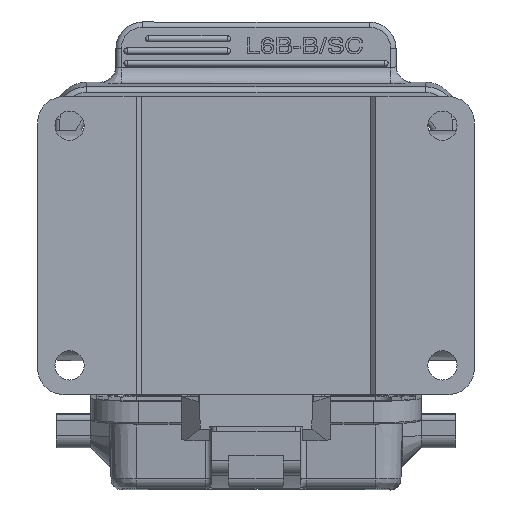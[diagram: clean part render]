
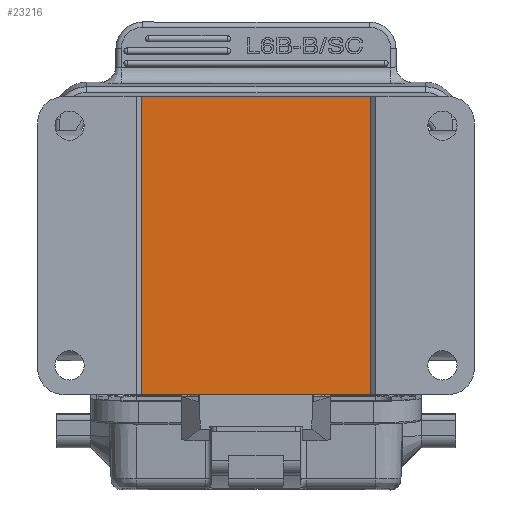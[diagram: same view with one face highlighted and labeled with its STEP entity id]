
A CAD part, front view. The second image highlights one B-rep face of the part: STEP entity #23216.
In plain terms, the highlighted planar face has unit normal (0, -1, 0).
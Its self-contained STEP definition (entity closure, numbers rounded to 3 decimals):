
#1038=DIRECTION('',(1.,0.,0.));
#1039=VECTOR('',#1038,43.);
#1040=CARTESIAN_POINT('',(20.5,1.,
-69.972));
#1041=LINE('',#1040,#1039);
#3366=DIRECTION('',(-1.,0.,0.));
#3367=VECTOR('',#3366,43.);
#3368=CARTESIAN_POINT('',(63.5,1.,
-13.972));
#3369=LINE('',#3368,#3367);
#3416=DIRECTION('',(0.,0.,1.));
#3417=VECTOR('',#3416,56.);
#3418=CARTESIAN_POINT('',(63.5,1.,
-69.972));
#3419=LINE('',#3418,#3417);
#3420=DIRECTION('',(0.,0.,1.));
#3421=VECTOR('',#3420,56.);
#3422=CARTESIAN_POINT('',(20.5,1.,
-69.972));
#3423=LINE('',#3422,#3421);
#16746=CARTESIAN_POINT('',(20.5,1.,
-69.972));
#16747=VERTEX_POINT('',#16746);
#16748=CARTESIAN_POINT('',(63.5,1.,
-69.972));
#16749=VERTEX_POINT('',#16748);
#16828=CARTESIAN_POINT('',(63.5,1.,
-13.972));
#16829=VERTEX_POINT('',#16828);
#16830=CARTESIAN_POINT('',(20.5,1.,
-13.972));
#16831=VERTEX_POINT('',#16830);
#23204=CARTESIAN_POINT('',(42.,1.,-41.972));
#23205=DIRECTION('',(0.,1.,0.));
#23206=DIRECTION('',(0.,0.,1.));
#23207=AXIS2_PLACEMENT_3D('',#23204,#23205,#23206);
#23208=PLANE('',#23207);
#23209=ORIENTED_EDGE('',*,*,#20013,.F.);
#23211=ORIENTED_EDGE('',*,*,#23210,.T.);
#23212=ORIENTED_EDGE('',*,*,#23140,.F.);
#23213=ORIENTED_EDGE('',*,*,#23196,.F.);
#23214=EDGE_LOOP('',(#23209,#23211,#23212,#23213));
#23215=FACE_OUTER_BOUND('',#23214,.F.);
#20013=EDGE_CURVE('',#16747,#16749,#1041,.T.);
#23140=EDGE_CURVE('',#16829,#16831,#3369,.T.);
#23196=EDGE_CURVE('',#16749,#16829,#3419,.T.);
#23210=EDGE_CURVE('',#16747,#16831,#3423,.T.);
#23216=ADVANCED_FACE('',(#23215),#23208,.F.);
